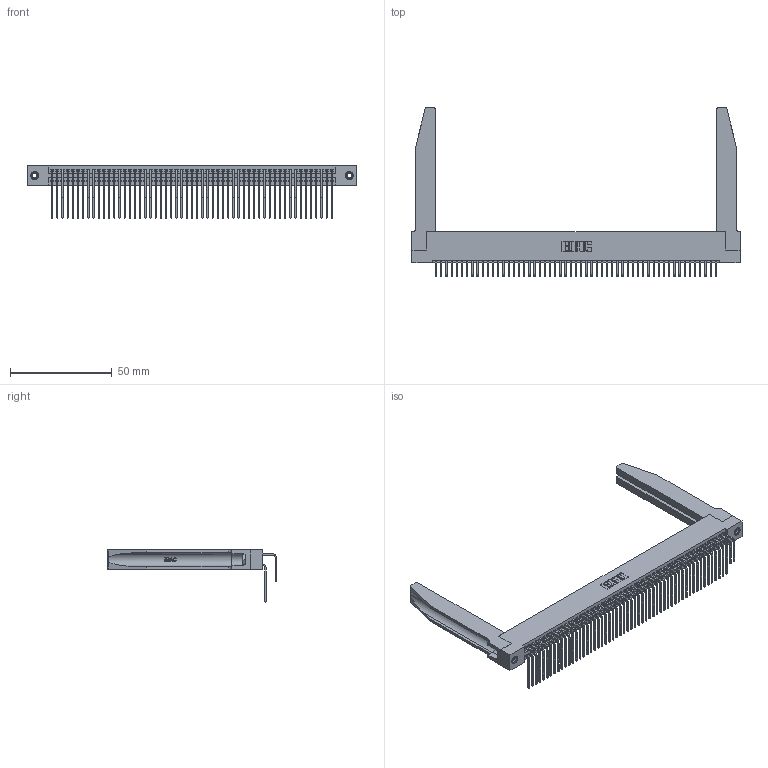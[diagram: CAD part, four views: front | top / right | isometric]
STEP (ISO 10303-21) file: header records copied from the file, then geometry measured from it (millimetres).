
FILE_DESCRIPTION (( 'STEP AP203' ), '1' );
FILE_NAME ('395-110-558-278.STEP', '2019-10-27T12:05:22', ( '' ), ( '' ), 'SwSTEP 2.0', 'SolidWorks 2016', '' );
FILE_SCHEMA (( 'CONFIG_CONTROL_DESIGN' ));
Length unit declared in the file: inch
Products named in the file (6): 345-292-001_558 Tail - 2; 345-250-001_345-250-001-102; 345-220-078_345-220-078; 395-110-558-278; 345 Part_Flush Mounting Lugs - 0.156 Dia-TH; 345-292-001_558 559 Tail - 1
Assembly tree (115 placements, depth 2):
  395-110-558-278
    345 Part_Flush Mounting Lugs - 0.156 Dia-TH
    345-292-001_558 559 Tail - 1  x55
    345-292-001_558 Tail - 2  x55
    345-250-001_345-250-001-102  x2
    345-220-078_345-220-078  x2
Bounding box: 160.93 x 82.79 x 25.53 mm (x, y, z)
Volume: 24159 mm3; surface area: 34299.2 mm2
Topology: 115 solids, 115 shells, 6080 faces, 17999 edges, 11842 vertices
Faces by surface type: plane 4072, cylinder 1956, bspline 36, cone 12, torus 4
Entity records: 47796 total; most frequent: CARTESIAN_POINT 8962, ORIENTED_EDGE 7742, DIRECTION 6853, EDGE_CURVE 3871, LINE 3385, VECTOR 3385, VERTEX_POINT 2572, AXIS2_PLACEMENT_3D 1734
